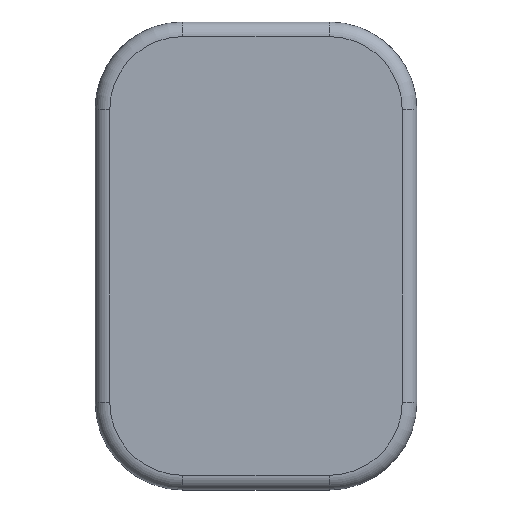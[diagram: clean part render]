
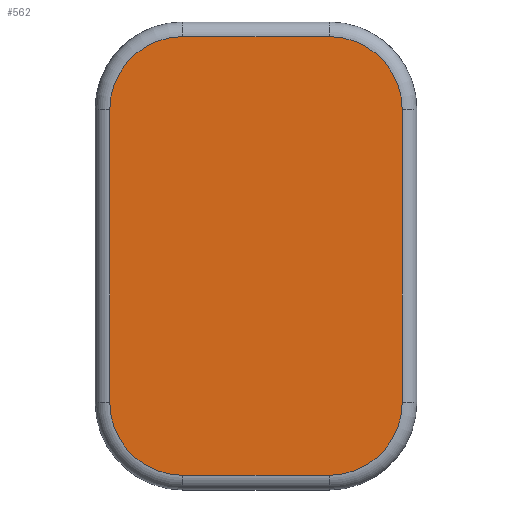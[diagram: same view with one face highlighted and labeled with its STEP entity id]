
A CAD part, top view. The second image highlights one B-rep face of the part: STEP entity #562.
In plain terms, the highlighted planar face has unit normal (0, 0, 1).
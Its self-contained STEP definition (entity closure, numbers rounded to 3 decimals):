
#28=CIRCLE('',#608,7.5);
#31=CIRCLE('',#613,7.5);
#35=CIRCLE('',#619,7.5);
#39=CIRCLE('',#625,7.5);
#80=FACE_OUTER_BOUND('',#112,.T.);
#112=EDGE_LOOP('',(#449,#450,#451,#452,#453,#454,#455,#456));
#154=LINE('',#915,#206);
#156=LINE('',#925,#208);
#157=LINE('',#936,#209);
#159=LINE('',#945,#211);
#206=VECTOR('',#726,10.);
#208=VECTOR('',#740,10.);
#209=VECTOR('',#753,10.);
#211=VECTOR('',#765,10.);
#259=VERTEX_POINT('',#906);
#260=VERTEX_POINT('',#908);
#262=VERTEX_POINT('',#913);
#263=VERTEX_POINT('',#918);
#264=VERTEX_POINT('',#923);
#266=VERTEX_POINT('',#928);
#268=VERTEX_POINT('',#934);
#270=VERTEX_POINT('',#940);
#319=EDGE_CURVE('',#260,#259,#28,.T.);
#321=EDGE_CURVE('',#262,#260,#154,.T.);
#324=EDGE_CURVE('',#263,#262,#31,.T.);
#327=EDGE_CURVE('',#264,#263,#156,.T.);
#329=EDGE_CURVE('',#266,#264,#35,.T.);
#332=EDGE_CURVE('',#268,#266,#157,.T.);
#335=EDGE_CURVE('',#270,#268,#39,.T.);
#337=EDGE_CURVE('',#259,#270,#159,.T.);
#449=ORIENTED_EDGE('',*,*,#319,.F.);
#450=ORIENTED_EDGE('',*,*,#321,.F.);
#451=ORIENTED_EDGE('',*,*,#324,.F.);
#452=ORIENTED_EDGE('',*,*,#327,.F.);
#453=ORIENTED_EDGE('',*,*,#329,.F.);
#454=ORIENTED_EDGE('',*,*,#332,.F.);
#455=ORIENTED_EDGE('',*,*,#335,.F.);
#456=ORIENTED_EDGE('',*,*,#337,.F.);
#535=PLANE('',#631);
#562=ADVANCED_FACE('',(#80),#535,.T.);
#608=AXIS2_PLACEMENT_3D('',#910,#720,#721);
#613=AXIS2_PLACEMENT_3D('',#920,#732,#733);
#619=AXIS2_PLACEMENT_3D('',#930,#745,#746);
#625=AXIS2_PLACEMENT_3D('',#942,#759,#760);
#631=AXIS2_PLACEMENT_3D('',#951,#774,#775);
#720=DIRECTION('center_axis',(0.,0.,-1.));
#721=DIRECTION('ref_axis',(0.707,0.707,0.));
#726=DIRECTION('',(1.,0.,0.));
#732=DIRECTION('center_axis',(0.,0.,-1.));
#733=DIRECTION('ref_axis',(-0.707,0.707,0.));
#740=DIRECTION('',(0.,1.,0.));
#745=DIRECTION('center_axis',(0.,0.,-1.));
#746=DIRECTION('ref_axis',(-0.707,-0.707,0.));
#753=DIRECTION('',(-1.,0.,0.));
#759=DIRECTION('center_axis',(0.,0.,-1.));
#760=DIRECTION('ref_axis',(0.707,-0.707,0.));
#765=DIRECTION('',(0.,-1.,0.));
#774=DIRECTION('center_axis',(0.,0.,1.));
#775=DIRECTION('ref_axis',(1.,0.,0.));
#906=CARTESIAN_POINT('',(27.5,90.,11.2));
#908=CARTESIAN_POINT('',(20.,97.5,11.2));
#910=CARTESIAN_POINT('Origin',(20.,90.,11.2));
#913=CARTESIAN_POINT('',(5.,97.5,11.2));
#915=CARTESIAN_POINT('',(16.25,97.5,11.2));
#918=CARTESIAN_POINT('',(-2.5,90.,11.2));
#920=CARTESIAN_POINT('Origin',(5.,90.,11.2));
#923=CARTESIAN_POINT('',(-2.5,60.,11.2));
#925=CARTESIAN_POINT('',(-2.5,82.5,11.2));
#928=CARTESIAN_POINT('',(5.,52.5,11.2));
#930=CARTESIAN_POINT('Origin',(5.,60.,11.2));
#934=CARTESIAN_POINT('',(20.,52.5,11.2));
#936=CARTESIAN_POINT('',(8.75,52.5,11.2));
#940=CARTESIAN_POINT('',(27.5,60.,11.2));
#942=CARTESIAN_POINT('Origin',(20.,60.,11.2));
#945=CARTESIAN_POINT('',(27.5,67.5,11.2));
#951=CARTESIAN_POINT('Origin',(12.5,75.,11.2));
